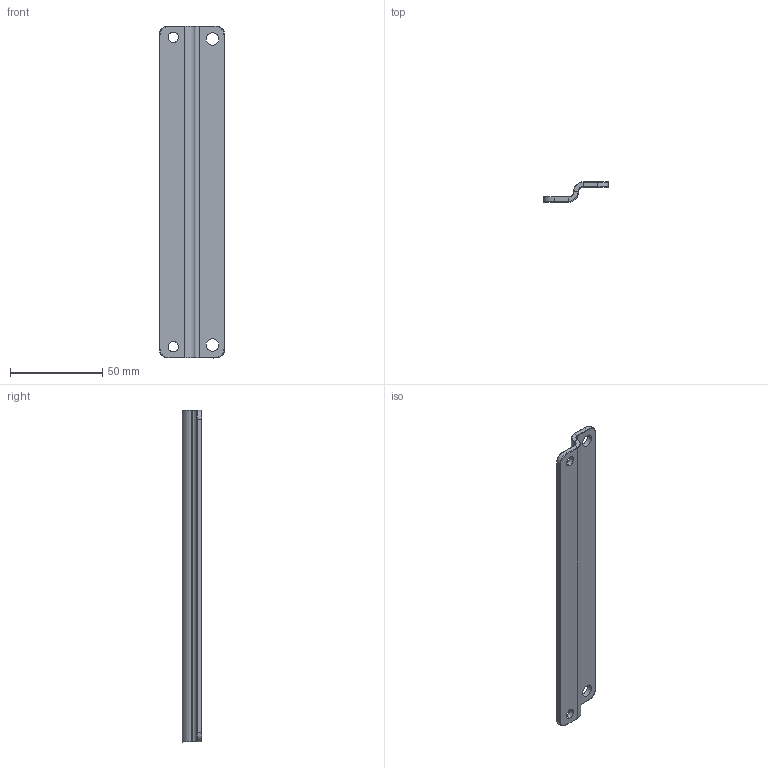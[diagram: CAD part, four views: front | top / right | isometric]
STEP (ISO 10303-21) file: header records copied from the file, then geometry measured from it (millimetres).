
FILE_DESCRIPTION((''),'2;1');
FILE_NAME('149760_ASM','2014-05-19T',('pdmadmin'),(''),'PRO/ENGINEER BY PARAMETRIC TECHNOLOGY CORPORATION, 2013230','PRO/ENGINEER BY PARAMETRIC TECHNOLOGY CORPORATION, 2013230','');
FILE_SCHEMA(('CONFIG_CONTROL_DESIGN'));
Length unit declared in the file: millimetre
Products named in the file (2): 149029; 149760_ASM
Assembly tree (1 placements, depth 2):
  149760_ASM
    149029
Bounding box: 35.23 x 10.75 x 180 mm (x, y, z)
Volume: 19454.3 mm3; surface area: 15370.5 mm2
Topology: 1 solids, 1 shells, 66 faces, 144 edges, 80 vertices
Faces by surface type: cylinder 28, plane 18, bspline 12, torus 8
Entity records: 2301 total; most frequent: CARTESIAN_POINT 823, DIRECTION 306, ORIENTED_EDGE 288, EDGE_CURVE 144, AXIS2_PLACEMENT_3D 121, VERTEX_POINT 80, EDGE_LOOP 74, FACE_OUTER_BOUND 66
